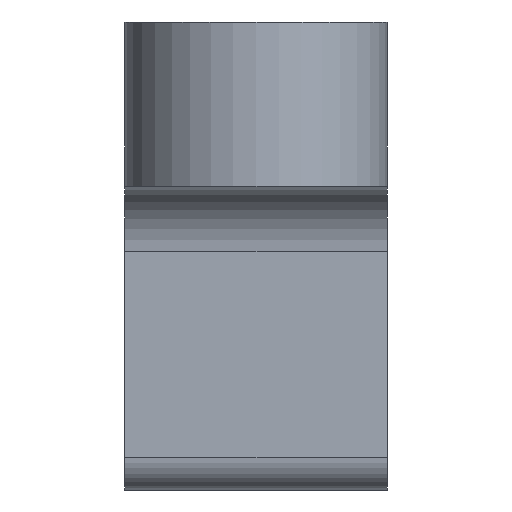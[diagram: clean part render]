
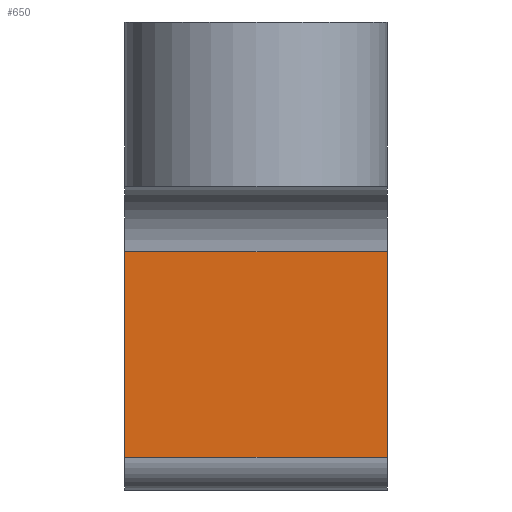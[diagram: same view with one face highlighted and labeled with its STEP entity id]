
A CAD part, left-side view. The second image highlights one B-rep face of the part: STEP entity #650.
In plain terms, the highlighted planar face has unit normal (-1, 0, 0).
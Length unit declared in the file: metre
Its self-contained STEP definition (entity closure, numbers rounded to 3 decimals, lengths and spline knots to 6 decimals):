
#46=LINE('',#1029,#105);
#68=LINE('',#1154,#127);
#78=LINE('',#1184,#137);
#79=LINE('',#1185,#138);
#105=VECTOR('',#795,1.);
#127=VECTOR('',#843,1.);
#137=VECTOR('',#869,1.);
#138=VECTOR('',#870,1.);
#248=ORIENTED_EDGE('',*,*,#398,.T.);
#249=ORIENTED_EDGE('',*,*,#414,.T.);
#250=ORIENTED_EDGE('',*,*,#368,.F.);
#251=ORIENTED_EDGE('',*,*,#415,.T.);
#368=EDGE_CURVE('',#463,#464,#46,.T.);
#398=EDGE_CURVE('',#485,#484,#68,.T.);
#414=EDGE_CURVE('',#484,#464,#78,.F.);
#415=EDGE_CURVE('',#463,#485,#79,.T.);
#463=VERTEX_POINT('',#1028);
#464=VERTEX_POINT('',#1030);
#484=VERTEX_POINT('',#1153);
#485=VERTEX_POINT('',#1155);
#546=EDGE_LOOP('',(#248,#249,#250,#251));
#589=FACE_BOUND('',#546,.T.);
#627=PLANE('',#720);
#650=ADVANCED_FACE('',(#589),#627,.F.);
#720=AXIS2_PLACEMENT_3D('',#1183,#867,#868);
#795=DIRECTION('',(0.,0.,1.));
#843=DIRECTION('',(0.,0.,1.));
#867=DIRECTION('',(1.,0.,0.));
#868=DIRECTION('',(0.,0.,-1.));
#869=DIRECTION('',(0.,-1.,0.));
#870=DIRECTION('',(0.,-1.,0.));
#1028=CARTESIAN_POINT('',(-0.01965,0.,0.0088));
#1029=CARTESIAN_POINT('',(-0.01965,0.,0.012425));
#1030=CARTESIAN_POINT('',(-0.01965,0.,0.01505));
#1153=CARTESIAN_POINT('',(-0.01965,-0.008,0.01505));
#1154=CARTESIAN_POINT('',(-0.01965,-0.008,0.012425));
#1155=CARTESIAN_POINT('',(-0.01965,-0.008,0.0088));
#1183=CARTESIAN_POINT('',(-0.01965,0.000002,0.012425));
#1184=CARTESIAN_POINT('',(-0.01965,0.,0.01505));
#1185=CARTESIAN_POINT('',(-0.01965,0.000002,0.0088));
